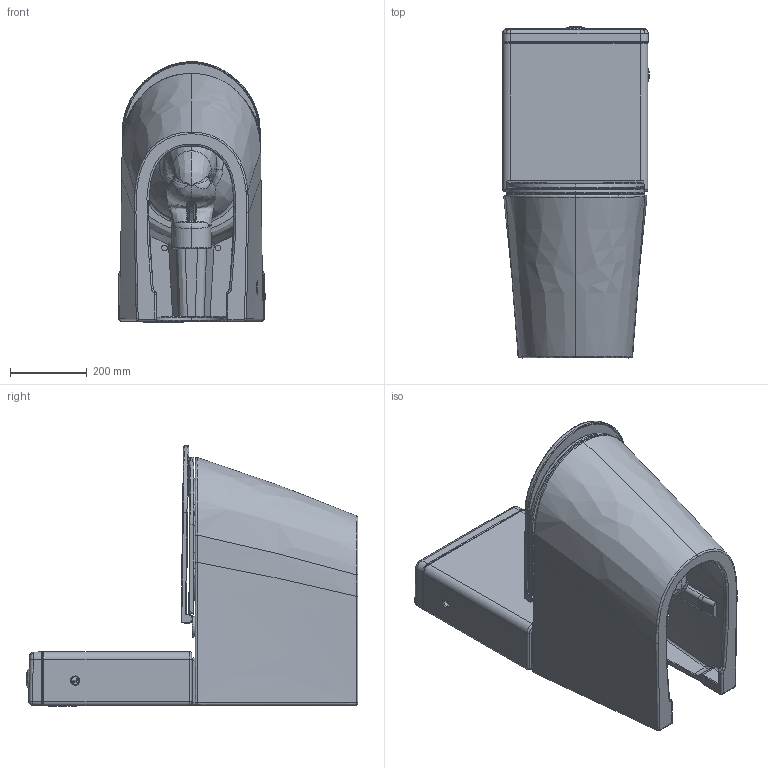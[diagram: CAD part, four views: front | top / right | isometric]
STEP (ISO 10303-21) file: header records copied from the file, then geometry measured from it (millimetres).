
FILE_DESCRIPTION (( 'STEP AP203' ), '1' );
FILE_NAME ('S27A311995.STEP', '2025-07-02T09:01:49', ( '' ), ( '' ), 'SwSTEP 2.0', 'SolidWorks 2021', '' );
FILE_SCHEMA (( 'CONFIG_CONTROL_DESIGN' ));
Length unit declared in the file: millimetre
Products named in the file (19): S27R309388_2_Predeterminado; ASM0002_ASM.stp; S27R309388_Predeterminado; PJ_ASM.stp; ZQ_4.stp; PRT0001_MIR.stp; GB_ASM-4-23_ASM.stp; MT-2025-5-23_ASM.stp; PRT0002_MIR.stp; S27R309388_1_Predeterminado; PRT0002.stp; GB-ZG_5.stp; MT-2025-5-23.stp; S27A311995; S27R309388_4_Predeterminado; GB_ASM_4_ASM.stp; S27R309388_3_Predeterminado; CPN00026ZXC_Predeterminado; PRT0001.stp
Assembly tree (18 placements, depth 4):
  S27A311995
    MT-2025-5-23_ASM.stp
      MT-2025-5-23.stp
    GB_ASM-4-23_ASM.stp
      GB_ASM_4_ASM.stp
        GB-ZG_5.stp
        ZQ_4.stp
    PJ_ASM.stp
      PRT0001.stp
      PRT0002.stp
    ASM0002_ASM.stp
      PRT0001_MIR.stp
      PRT0002_MIR.stp
    S27R309388_Predeterminado
      S27R309388_1_Predeterminado
      S27R309388_3_Predeterminado
      S27R309388_4_Predeterminado
      S27R309388_2_Predeterminado
    CPN00026ZXC_Predeterminado
Bounding box: 383.12 x 864.2 x 678.85 mm (x, y, z)
Volume: 27007541.3 mm3; surface area: 3644055.8 mm2
Topology: 14 solids, 14 shells, 866 faces, 2036 edges, 1218 vertices
Faces by surface type: cylinder 295, bspline 274, plane 214, torus 62, cone 11, sphere 10
Entity records: 66658 total; most frequent: CARTESIAN_POINT 46823, ORIENTED_EDGE 4058, DIRECTION 3255, EDGE_CURVE 2029, AXIS2_PLACEMENT_3D 1290, VERTEX_POINT 1218, EDGE_LOOP 919, ADVANCED_FACE 866
